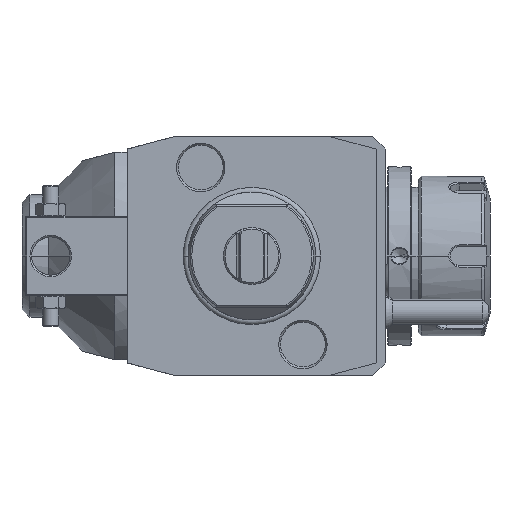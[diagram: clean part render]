
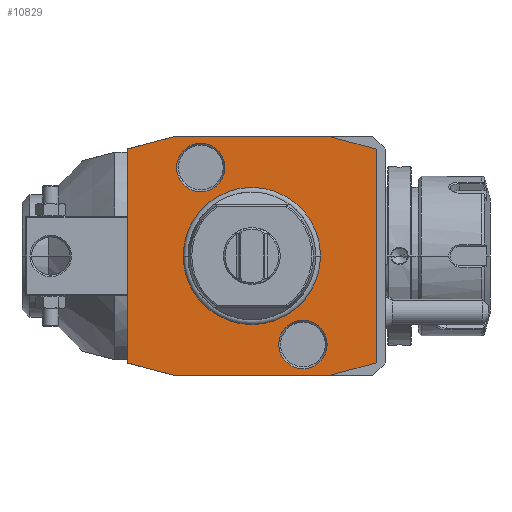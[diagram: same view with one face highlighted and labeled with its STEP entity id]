
A CAD part, front view. The second image highlights one B-rep face of the part: STEP entity #10829.
In plain terms, the highlighted planar face has unit normal (0, -1, 0).
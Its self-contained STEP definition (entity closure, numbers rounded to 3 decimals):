
#1=DIRECTION('',(0.966,0.,-0.259));
#2=VECTOR('',#1,15.529);
#3=CARTESIAN_POINT('',(-39.,0.,-33.481));
#4=LINE('',#3,#2);
#5=DIRECTION('',(0.,0.,-1.));
#6=VECTOR('',#5,66.962);
#7=CARTESIAN_POINT('',(-39.,0.,33.481));
#8=LINE('',#7,#6);
#9=DIRECTION('',(-0.966,0.,-0.259));
#10=VECTOR('',#9,15.529);
#11=CARTESIAN_POINT('',(-24.,0.,37.5));
#12=LINE('',#11,#10);
#13=DIRECTION('',(-1.,0.,0.));
#14=VECTOR('',#13,48.);
#15=CARTESIAN_POINT('',(24.,0.,37.5));
#16=LINE('',#15,#14);
#17=DIRECTION('',(-0.966,0.,0.259));
#18=VECTOR('',#17,15.529);
#19=CARTESIAN_POINT('',(39.,0.,33.481));
#20=LINE('',#19,#18);
#21=DIRECTION('',(0.,0.,1.));
#22=VECTOR('',#21,66.962);
#23=CARTESIAN_POINT('',(39.,0.,-33.481));
#24=LINE('',#23,#22);
#25=DIRECTION('',(0.966,0.,0.259));
#26=VECTOR('',#25,15.529);
#27=CARTESIAN_POINT('',(24.,0.,-37.5));
#28=LINE('',#27,#26);
#29=DIRECTION('',(1.,0.,0.));
#30=VECTOR('',#29,48.);
#31=CARTESIAN_POINT('',(-24.,0.,-37.5));
#32=LINE('',#31,#30);
#33=CARTESIAN_POINT('',(-16.,0.,27.713));
#34=DIRECTION('',(0.,1.,0.));
#35=DIRECTION('',(-1.,0.,0.));
#36=AXIS2_PLACEMENT_3D('',#33,#34,#35);
#38=CARTESIAN_POINT('',(-16.,0.,27.713));
#39=DIRECTION('',(0.,1.,0.));
#40=DIRECTION('',(1.,0.,0.));
#41=AXIS2_PLACEMENT_3D('',#38,#39,#40);
#43=CARTESIAN_POINT('',(16.,0.,-27.713));
#44=DIRECTION('',(0.,1.,0.));
#45=DIRECTION('',(-1.,0.,0.));
#46=AXIS2_PLACEMENT_3D('',#43,#44,#45);
#48=CARTESIAN_POINT('',(16.,0.,-27.713));
#49=DIRECTION('',(0.,1.,0.));
#50=DIRECTION('',(1.,0.,0.));
#51=AXIS2_PLACEMENT_3D('',#48,#49,#50);
#7170=CARTESIAN_POINT('',(0.,0.,0.));
#7171=DIRECTION('',(0.,-1.,0.));
#7172=DIRECTION('',(1.,0.,0.));
#7173=AXIS2_PLACEMENT_3D('',#7170,#7171,#7172);
#7175=CARTESIAN_POINT('',(0.,0.,0.));
#7176=DIRECTION('',(0.,-1.,0.));
#7177=DIRECTION('',(-1.,0.,0.));
#7178=AXIS2_PLACEMENT_3D('',#7175,#7176,#7177);
#9704=CARTESIAN_POINT('',(-23.577,0.,
27.713));
#9705=CARTESIAN_POINT('',(-8.423,0.,
27.713));
#9706=VERTEX_POINT('',#9704);
#9707=VERTEX_POINT('',#9705);
#9836=CARTESIAN_POINT('',(8.423,0.,-27.713));
#9837=CARTESIAN_POINT('',(23.577,0.,-27.713));
#9838=VERTEX_POINT('',#9836);
#9839=VERTEX_POINT('',#9837);
#10601=CARTESIAN_POINT('',(-39.,0.,-33.481));
#10602=CARTESIAN_POINT('',(-24.,0.,-37.5));
#10603=VERTEX_POINT('',#10601);
#10604=VERTEX_POINT('',#10602);
#10605=CARTESIAN_POINT('',(24.,0.,-37.5));
#10606=VERTEX_POINT('',#10605);
#10607=CARTESIAN_POINT('',(39.,0.,-33.481));
#10608=VERTEX_POINT('',#10607);
#10609=CARTESIAN_POINT('',(39.,0.,33.481));
#10610=VERTEX_POINT('',#10609);
#10611=CARTESIAN_POINT('',(24.,0.,37.5));
#10612=VERTEX_POINT('',#10611);
#10613=CARTESIAN_POINT('',(-24.,0.,37.5));
#10614=VERTEX_POINT('',#10613);
#10615=CARTESIAN_POINT('',(-39.,0.,33.481));
#10616=VERTEX_POINT('',#10615);
#10644=CARTESIAN_POINT('',(21.137,0.,0.));
#10645=CARTESIAN_POINT('',(-21.137,0.,0.));
#10646=VERTEX_POINT('',#10644);
#10647=VERTEX_POINT('',#10645);
#10788=CARTESIAN_POINT('',(0.,0.,0.));
#10789=DIRECTION('',(0.,-1.,0.));
#10790=DIRECTION('',(-1.,0.,0.));
#10791=AXIS2_PLACEMENT_3D('',#10788,#10789,#10790);
#10792=PLANE('',#10791);
#10794=ORIENTED_EDGE('',*,*,#10793,.F.);
#10796=ORIENTED_EDGE('',*,*,#10795,.F.);
#10798=ORIENTED_EDGE('',*,*,#10797,.F.);
#10800=ORIENTED_EDGE('',*,*,#10799,.F.);
#10802=ORIENTED_EDGE('',*,*,#10801,.F.);
#10804=ORIENTED_EDGE('',*,*,#10803,.F.);
#10806=ORIENTED_EDGE('',*,*,#10805,.F.);
#10808=ORIENTED_EDGE('',*,*,#10807,.F.);
#10809=EDGE_LOOP('',(#10794,#10796,#10798,#10800,#10802,#10804,#10806,#10808));
#10810=FACE_OUTER_BOUND('',#10809,.F.);
#10812=ORIENTED_EDGE('',*,*,#10811,.T.);
#10814=ORIENTED_EDGE('',*,*,#10813,.T.);
#10815=EDGE_LOOP('',(#10812,#10814));
#10816=FACE_BOUND('',#10815,.F.);
#10818=ORIENTED_EDGE('',*,*,#10817,.F.);
#10820=ORIENTED_EDGE('',*,*,#10819,.F.);
#10821=EDGE_LOOP('',(#10818,#10820));
#10822=FACE_BOUND('',#10821,.F.);
#10824=ORIENTED_EDGE('',*,*,#10823,.F.);
#10826=ORIENTED_EDGE('',*,*,#10825,.F.);
#10827=EDGE_LOOP('',(#10824,#10826));
#10828=FACE_BOUND('',#10827,.F.);
#37=CIRCLE('',#36,7.577);
#42=CIRCLE('',#41,7.577);
#47=CIRCLE('',#46,7.577);
#52=CIRCLE('',#51,7.577);
#7174=CIRCLE('',#7173,21.137);
#7179=CIRCLE('',#7178,21.137);
#10793=EDGE_CURVE('',#10603,#10604,#4,.T.);
#10795=EDGE_CURVE('',#10616,#10603,#8,.T.);
#10797=EDGE_CURVE('',#10614,#10616,#12,.T.);
#10799=EDGE_CURVE('',#10612,#10614,#16,.T.);
#10801=EDGE_CURVE('',#10610,#10612,#20,.T.);
#10803=EDGE_CURVE('',#10608,#10610,#24,.T.);
#10805=EDGE_CURVE('',#10606,#10608,#28,.T.);
#10807=EDGE_CURVE('',#10604,#10606,#32,.T.);
#10811=EDGE_CURVE('',#10646,#10647,#7174,.T.);
#10813=EDGE_CURVE('',#10647,#10646,#7179,.T.);
#10817=EDGE_CURVE('',#9706,#9707,#37,.T.);
#10819=EDGE_CURVE('',#9707,#9706,#42,.T.);
#10823=EDGE_CURVE('',#9838,#9839,#47,.T.);
#10825=EDGE_CURVE('',#9839,#9838,#52,.T.);
#10829=ADVANCED_FACE('',(#10810,#10816,#10822,#10828),#10792,.T.);
